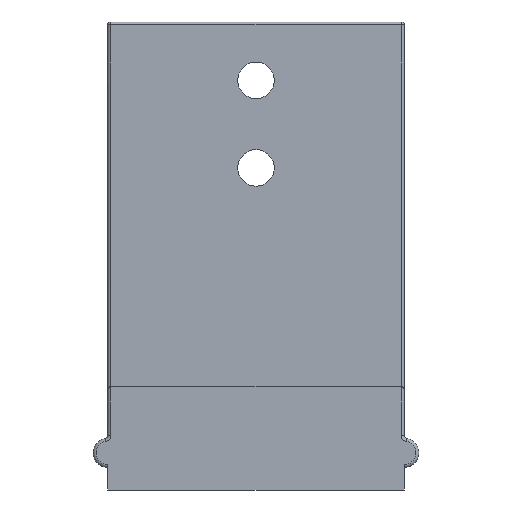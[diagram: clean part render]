
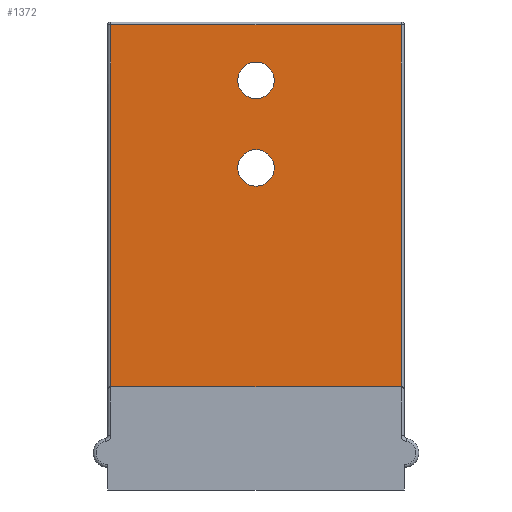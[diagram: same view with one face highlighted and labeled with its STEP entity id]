
A CAD part, left-side view. The second image highlights one B-rep face of the part: STEP entity #1372.
In plain terms, the highlighted planar face has unit normal (-1, 0, 0).
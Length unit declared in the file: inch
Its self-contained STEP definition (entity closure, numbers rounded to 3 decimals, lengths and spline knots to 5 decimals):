
#2 = DIRECTION ( 'NONE',  ( 1., 0., 0. ) ) ;
#25 = CARTESIAN_POINT ( 'NONE',  ( 0.19685, 0.04921, 0.76929 ) ) ;
#31 = CARTESIAN_POINT ( 'NONE',  ( 0.19685, 0., 0.76929 ) ) ;
#47 = ORIENTED_EDGE ( 'NONE', *, *, #353, .T. ) ;
#72 = LINE ( 'NONE', #568, #403 ) ;
#76 = FACE_BOUND ( 'NONE', #1419, .T. ) ;
#92 = CARTESIAN_POINT ( 'NONE',  ( 0.19685, 0.39213, 1.16299 ) ) ;
#174 = DIRECTION ( 'NONE',  ( 1., 0., 0. ) ) ;
#196 = AXIS2_PLACEMENT_3D ( 'NONE', #573, #174, #319 ) ;
#209 = DIRECTION ( 'NONE',  ( 0., 0., -1. ) ) ;
#261 = EDGE_CURVE ( 'NONE', #1526, #661, #334, .T. ) ;
#269 = AXIS2_PLACEMENT_3D ( 'NONE', #692, #1073, #209 ) ;
#277 = ORIENTED_EDGE ( 'NONE', *, *, #609, .T. ) ;
#291 = CIRCLE ( 'NONE', #501, 0.04921 ) ;
#300 = DIRECTION ( 'NONE',  ( 0., 0., -1. ) ) ;
#319 = DIRECTION ( 'NONE',  ( 0., 0., -1. ) ) ;
#334 = CIRCLE ( 'NONE', #269, 0.04921 ) ;
#342 = VERTEX_POINT ( 'NONE', #1297 ) ;
#353 = EDGE_CURVE ( 'NONE', #342, #652, #809, .T. ) ;
#366 = DIRECTION ( 'NONE',  ( 1., 0., 0. ) ) ;
#370 = CARTESIAN_POINT ( 'NONE',  ( 0.19685, 0., 1.00551 ) ) ;
#403 = VECTOR ( 'NONE', #1386, 39.37008 ) ;
#454 = FACE_BOUND ( 'NONE', #1041, .T. ) ;
#463 = DIRECTION ( 'NONE',  ( 0., 0., 1. ) ) ;
#491 = ORIENTED_EDGE ( 'NONE', *, *, #1540, .T. ) ;
#501 = AXIS2_PLACEMENT_3D ( 'NONE', #1457, #366, #1086 ) ;
#506 = CIRCLE ( 'NONE', #1391, 0.04921 ) ;
#510 = VECTOR ( 'NONE', #834, 39.37008 ) ;
#514 = CARTESIAN_POINT ( 'NONE',  ( 0.19685, 0.04921, 1.00551 ) ) ;
#568 = CARTESIAN_POINT ( 'NONE',  ( 0.19685, 0.4, 1.15512 ) ) ;
#570 = ORIENTED_EDGE ( 'NONE', *, *, #1052, .T. ) ;
#573 = CARTESIAN_POINT ( 'NONE',  ( 0.19685, -0.4, 1.16299 ) ) ;
#609 = EDGE_CURVE ( 'NONE', #652, #688, #72, .T. ) ;
#648 = EDGE_CURVE ( 'NONE', #1235, #812, #291, .T. ) ;
#651 = CARTESIAN_POINT ( 'NONE',  ( 0.19685, -0.04921, 1.00551 ) ) ;
#652 = VERTEX_POINT ( 'NONE', #711 ) ;
#661 = VERTEX_POINT ( 'NONE', #1325 ) ;
#688 = VERTEX_POINT ( 'NONE', #1446 ) ;
#692 = CARTESIAN_POINT ( 'NONE',  ( 0.19685, 0., 0.76929 ) ) ;
#711 = CARTESIAN_POINT ( 'NONE',  ( 0.19685, -0.39213, 1.15512 ) ) ;
#714 = VECTOR ( 'NONE', #1476, 39.37008 ) ;
#740 = DIRECTION ( 'NONE',  ( 0., 0., -1. ) ) ;
#772 = CARTESIAN_POINT ( 'NONE',  ( 0.19685, 0.39213, 0.17874 ) ) ;
#787 = CIRCLE ( 'NONE', #1218, 0.04921 ) ;
#802 = EDGE_LOOP ( 'NONE', ( #902, #47, #277, #570 ) ) ;
#809 = LINE ( 'NONE', #1551, #914 ) ;
#812 = VERTEX_POINT ( 'NONE', #651 ) ;
#834 = DIRECTION ( 'NONE',  ( 0., 0., -1. ) ) ;
#882 = LINE ( 'NONE', #1359, #714 ) ;
#902 = ORIENTED_EDGE ( 'NONE', *, *, #1547, .T. ) ;
#911 = PLANE ( 'NONE',  #196 ) ;
#914 = VECTOR ( 'NONE', #463, 39.37008 ) ;
#1041 = EDGE_LOOP ( 'NONE', ( #491, #1084 ) ) ;
#1050 = ORIENTED_EDGE ( 'NONE', *, *, #1300, .T. ) ;
#1052 = EDGE_CURVE ( 'NONE', #688, #1327, #1096, .T. ) ;
#1073 = DIRECTION ( 'NONE',  ( 1., 0., 0. ) ) ;
#1084 = ORIENTED_EDGE ( 'NONE', *, *, #648, .T. ) ;
#1086 = DIRECTION ( 'NONE',  ( 0., 0., -1. ) ) ;
#1096 = LINE ( 'NONE', #92, #510 ) ;
#1173 = ORIENTED_EDGE ( 'NONE', *, *, #261, .T. ) ;
#1218 = AXIS2_PLACEMENT_3D ( 'NONE', #31, #1277, #300 ) ;
#1235 = VERTEX_POINT ( 'NONE', #514 ) ;
#1277 = DIRECTION ( 'NONE',  ( 1., 0., 0. ) ) ;
#1297 = CARTESIAN_POINT ( 'NONE',  ( 0.19685, -0.39213, 0.17874 ) ) ;
#1300 = EDGE_CURVE ( 'NONE', #661, #1526, #787, .T. ) ;
#1325 = CARTESIAN_POINT ( 'NONE',  ( 0.19685, -0.04921, 0.76929 ) ) ;
#1327 = VERTEX_POINT ( 'NONE', #772 ) ;
#1359 = CARTESIAN_POINT ( 'NONE',  ( 0.19685, -0.4, 0.17874 ) ) ;
#1372 = ADVANCED_FACE ( 'NONE', ( #454, #76, #1405 ), #911, .F. ) ;
#1386 = DIRECTION ( 'NONE',  ( 0., 1., 0. ) ) ;
#1391 = AXIS2_PLACEMENT_3D ( 'NONE', #370, #2, #740 ) ;
#1405 = FACE_OUTER_BOUND ( 'NONE', #802, .T. ) ;
#1419 = EDGE_LOOP ( 'NONE', ( #1050, #1173 ) ) ;
#1446 = CARTESIAN_POINT ( 'NONE',  ( 0.19685, 0.39213, 1.15512 ) ) ;
#1457 = CARTESIAN_POINT ( 'NONE',  ( 0.19685, 0., 1.00551 ) ) ;
#1476 = DIRECTION ( 'NONE',  ( 0., -1., 0. ) ) ;
#1526 = VERTEX_POINT ( 'NONE', #25 ) ;
#1540 = EDGE_CURVE ( 'NONE', #812, #1235, #506, .T. ) ;
#1547 = EDGE_CURVE ( 'NONE', #1327, #342, #882, .T. ) ;
#1551 = CARTESIAN_POINT ( 'NONE',  ( 0.19685, -0.39213, 1.16299 ) ) ;
